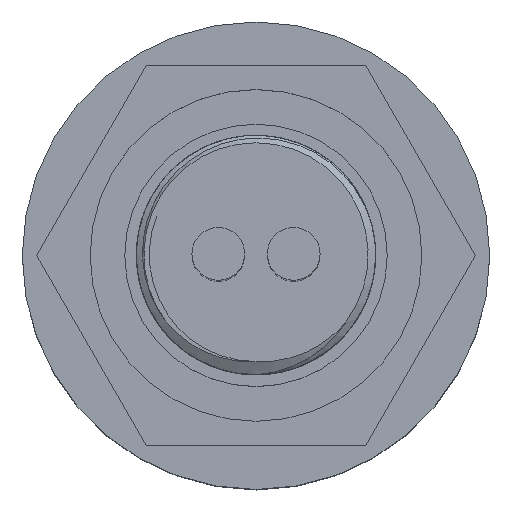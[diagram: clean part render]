
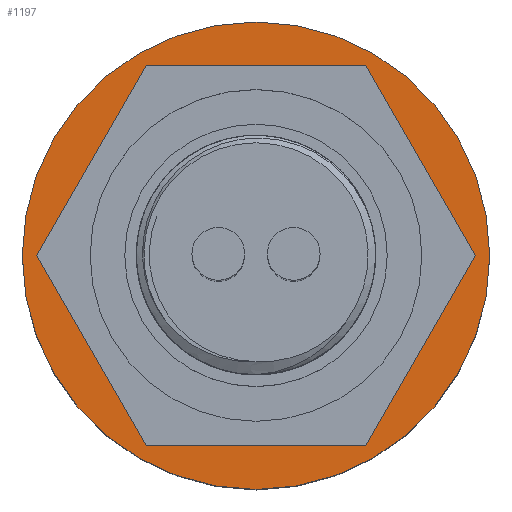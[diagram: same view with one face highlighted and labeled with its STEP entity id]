
A CAD part, top view. The second image highlights one B-rep face of the part: STEP entity #1197.
In plain terms, the highlighted planar face has unit normal (0, 0, 1).
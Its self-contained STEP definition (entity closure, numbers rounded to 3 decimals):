
#59=FACE_BOUND($,#308,.T.);
#60=FACE_BOUND($,#309,.T.);
#82=CIRCLE($,#1259,12.5);
#96=CIRCLE($,#1287,15.5);
#308=EDGE_LOOP($,(#992));
#309=EDGE_LOOP($,(#993));
#569=VERTEX_POINT($,#3966);
#583=VERTEX_POINT($,#4008);
#716=EDGE_CURVE($,#569,#569,#82,.T.);
#730=EDGE_CURVE($,#583,#583,#96,.T.);
#992=ORIENTED_EDGE($,*,*,#716,.T.);
#993=ORIENTED_EDGE($,*,*,#730,.F.);
#1062=PLANE($,#1289);
#1197=ADVANCED_FACE($,(#59,#60),#1062,.F.);
#1259=AXIS2_PLACEMENT_3D($,#3967,#1488,#1489);
#1287=AXIS2_PLACEMENT_3D($,#4009,#1544,#1545);
#1289=AXIS2_PLACEMENT_3D($,#4012,#1548,#1549);
#1488=DIRECTION('center_axis',(0.,0.,-1.));
#1489=DIRECTION('ref_axis',(1.,0.,0.));
#1544=DIRECTION('center_axis',(0.,0.,-1.));
#1545=DIRECTION('ref_axis',(-1.,0.,0.));
#1548=DIRECTION('center_axis',(0.,0.,-1.));
#1549=DIRECTION('ref_axis',(-1.,0.,0.));
#3966=CARTESIAN_POINT('',(-12.5,0.,19.));
#3967=CARTESIAN_POINT('Origin',(0.,0.,19.));
#4008=CARTESIAN_POINT('',(15.5,0.,19.));
#4009=CARTESIAN_POINT('Origin',(0.,0.,19.));
#4012=CARTESIAN_POINT('Origin',(0.,0.,19.));
